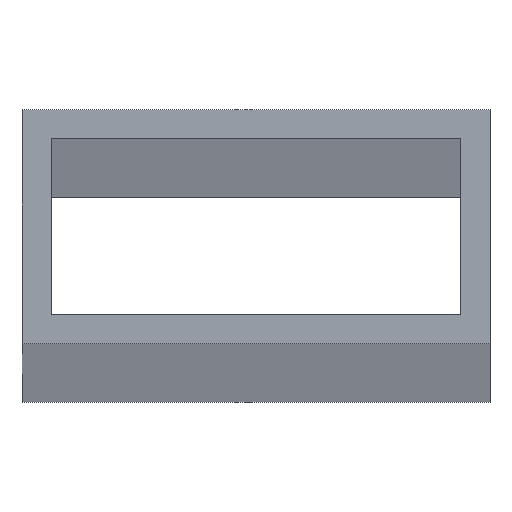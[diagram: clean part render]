
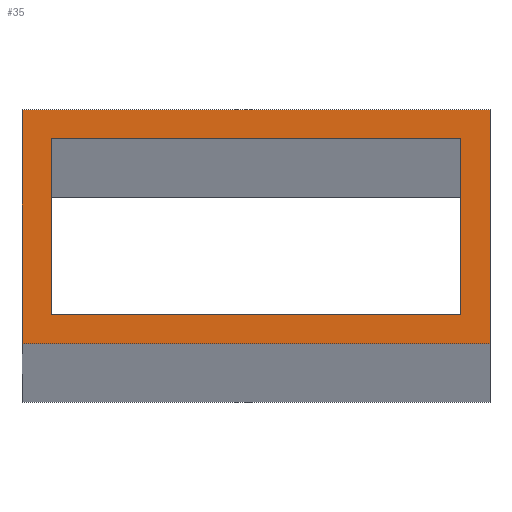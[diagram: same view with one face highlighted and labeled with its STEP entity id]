
A CAD part, top view. The second image highlights one B-rep face of the part: STEP entity #35.
In plain terms, the highlighted planar face has unit normal (0, 0, 1).
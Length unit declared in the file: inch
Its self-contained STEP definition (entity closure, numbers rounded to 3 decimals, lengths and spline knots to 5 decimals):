
#1 = CARTESIAN_POINT ( 'NONE',  ( 0.5, -0.25, 36. ) ) ;
#2 = EDGE_CURVE ( 'NONE', #171, #151, #160, .T. ) ;
#9 = FACE_OUTER_BOUND ( 'NONE', #46, .T. ) ;
#11 = DIRECTION ( 'NONE',  ( 1., 0., 0. ) ) ;
#12 = VECTOR ( 'NONE', #158, 39.37008 ) ;
#15 = EDGE_LOOP ( 'NONE', ( #75, #282, #98, #124 ) ) ;
#21 = EDGE_CURVE ( 'NONE', #346, #77, #241, .T. ) ;
#26 = FACE_BOUND ( 'NONE', #15, .T. ) ;
#27 = LINE ( 'NONE', #255, #134 ) ;
#28 = CARTESIAN_POINT ( 'NONE',  ( -0.4375, -0.1875, 36. ) ) ;
#34 = DIRECTION ( 'NONE',  ( -1., 0., 0. ) ) ;
#35 = ADVANCED_FACE ( 'NONE', ( #9, #26 ), #63, .T. ) ;
#46 = EDGE_LOOP ( 'NONE', ( #133, #253, #85, #169 ) ) ;
#51 = VECTOR ( 'NONE', #341, 39.37008 ) ;
#56 = CARTESIAN_POINT ( 'NONE',  ( -0.4375, -0.1875, 36. ) ) ;
#58 = DIRECTION ( 'NONE',  ( 1., 0., 0. ) ) ;
#63 = PLANE ( 'NONE',  #190 ) ;
#75 = ORIENTED_EDGE ( 'NONE', *, *, #21, .F. ) ;
#77 = VERTEX_POINT ( 'NONE', #355 ) ;
#85 = ORIENTED_EDGE ( 'NONE', *, *, #267, .T. ) ;
#94 = LINE ( 'NONE', #118, #12 ) ;
#95 = CARTESIAN_POINT ( 'NONE',  ( -0.5, 0.25, 36. ) ) ;
#96 = VECTOR ( 'NONE', #219, 39.37008 ) ;
#98 = ORIENTED_EDGE ( 'NONE', *, *, #108, .F. ) ;
#104 = VECTOR ( 'NONE', #58, 39.37008 ) ;
#108 = EDGE_CURVE ( 'NONE', #180, #129, #217, .T. ) ;
#118 = CARTESIAN_POINT ( 'NONE',  ( 0.4375, -0.1875, 36. ) ) ;
#124 = ORIENTED_EDGE ( 'NONE', *, *, #144, .F. ) ;
#126 = DIRECTION ( 'NONE',  ( 0., -1., 0. ) ) ;
#129 = VERTEX_POINT ( 'NONE', #156 ) ;
#130 = CARTESIAN_POINT ( 'NONE',  ( -0.5, -0.25, 36. ) ) ;
#133 = ORIENTED_EDGE ( 'NONE', *, *, #193, .T. ) ;
#134 = VECTOR ( 'NONE', #139, 39.37008 ) ;
#139 = DIRECTION ( 'NONE',  ( 0., -1., 0. ) ) ;
#142 = LINE ( 'NONE', #95, #293 ) ;
#144 = EDGE_CURVE ( 'NONE', #77, #180, #94, .T. ) ;
#150 = CARTESIAN_POINT ( 'NONE',  ( 0., 0., 36. ) ) ;
#151 = VERTEX_POINT ( 'NONE', #302 ) ;
#154 = VERTEX_POINT ( 'NONE', #274 ) ;
#156 = CARTESIAN_POINT ( 'NONE',  ( -0.4375, 0.1875, 36. ) ) ;
#158 = DIRECTION ( 'NONE',  ( 0., 1., 0. ) ) ;
#160 = LINE ( 'NONE', #259, #211 ) ;
#169 = ORIENTED_EDGE ( 'NONE', *, *, #2, .T. ) ;
#171 = VERTEX_POINT ( 'NONE', #240 ) ;
#180 = VERTEX_POINT ( 'NONE', #272 ) ;
#183 = LINE ( 'NONE', #247, #96 ) ;
#190 = AXIS2_PLACEMENT_3D ( 'NONE', #150, #270, #11 ) ;
#193 = EDGE_CURVE ( 'NONE', #151, #154, #142, .T. ) ;
#196 = VECTOR ( 'NONE', #34, 39.37008 ) ;
#209 = CARTESIAN_POINT ( 'NONE',  ( 0.4375, 0.1875, 36. ) ) ;
#211 = VECTOR ( 'NONE', #322, 39.37008 ) ;
#217 = LINE ( 'NONE', #209, #196 ) ;
#219 = DIRECTION ( 'NONE',  ( 0., 1., 0. ) ) ;
#240 = CARTESIAN_POINT ( 'NONE',  ( 0.5, 0.25, 36. ) ) ;
#241 = LINE ( 'NONE', #56, #104 ) ;
#247 = CARTESIAN_POINT ( 'NONE',  ( 0.5, -0.25, 36. ) ) ;
#253 = ORIENTED_EDGE ( 'NONE', *, *, #254, .T. ) ;
#254 = EDGE_CURVE ( 'NONE', #154, #326, #372, .T. ) ;
#255 = CARTESIAN_POINT ( 'NONE',  ( -0.4375, 0.1875, 36. ) ) ;
#259 = CARTESIAN_POINT ( 'NONE',  ( 0.5, 0.25, 36. ) ) ;
#267 = EDGE_CURVE ( 'NONE', #326, #171, #183, .T. ) ;
#270 = DIRECTION ( 'NONE',  ( 0., 0., 1. ) ) ;
#272 = CARTESIAN_POINT ( 'NONE',  ( 0.4375, 0.1875, 36. ) ) ;
#274 = CARTESIAN_POINT ( 'NONE',  ( -0.5, -0.25, 36. ) ) ;
#282 = ORIENTED_EDGE ( 'NONE', *, *, #366, .F. ) ;
#293 = VECTOR ( 'NONE', #126, 39.37008 ) ;
#302 = CARTESIAN_POINT ( 'NONE',  ( -0.5, 0.25, 36. ) ) ;
#322 = DIRECTION ( 'NONE',  ( -1., 0., 0. ) ) ;
#326 = VERTEX_POINT ( 'NONE', #1 ) ;
#341 = DIRECTION ( 'NONE',  ( 1., 0., 0. ) ) ;
#346 = VERTEX_POINT ( 'NONE', #28 ) ;
#355 = CARTESIAN_POINT ( 'NONE',  ( 0.4375, -0.1875, 36. ) ) ;
#366 = EDGE_CURVE ( 'NONE', #129, #346, #27, .T. ) ;
#372 = LINE ( 'NONE', #130, #51 ) ;
